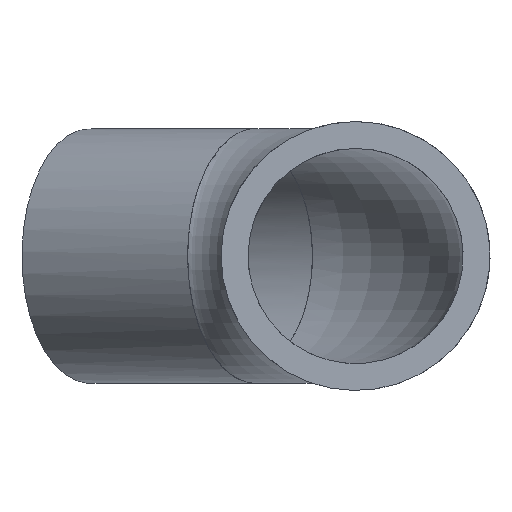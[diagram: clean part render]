
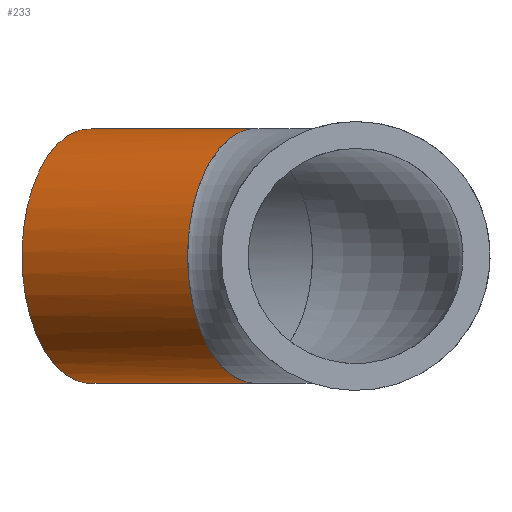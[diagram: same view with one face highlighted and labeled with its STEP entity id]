
A CAD part, left-side view. The second image highlights one B-rep face of the part: STEP entity #233.
In plain terms, the highlighted cylindrical face has radius 13 mm (diameter 26 mm), a full revolution.
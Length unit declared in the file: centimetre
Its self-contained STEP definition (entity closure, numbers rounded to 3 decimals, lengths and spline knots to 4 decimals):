
#14=CYLINDRICAL_SURFACE($,#266,1.3);
#20=FACE_BOUND($,#75,.T.);
#53=FACE_OUTER_BOUND($,#74,.T.);
#74=EDGE_LOOP($,(#202));
#75=EDGE_LOOP($,(#203,#204,#205,#206));
#101=CIRCLE($,#247,1.3);
#104=CIRCLE($,#253,1.3);
#105=CIRCLE($,#257,1.3);
#108=CIRCLE($,#263,1.3);
#110=CIRCLE($,#267,1.3);
#119=VERTEX_POINT($,#483);
#120=VERTEX_POINT($,#484);
#125=VERTEX_POINT($,#564);
#126=VERTEX_POINT($,#565);
#129=VERTEX_POINT($,#714);
#138=EDGE_CURVE($,#119,#120,#101,.T.);
#144=EDGE_CURVE($,#125,#126,#104,.T.);
#152=EDGE_CURVE($,#120,#125,#105,.T.);
#155=EDGE_CURVE($,#126,#119,#108,.T.);
#157=EDGE_CURVE($,#129,#129,#110,.T.);
#202=ORIENTED_EDGE($,*,*,#157,.F.);
#203=ORIENTED_EDGE($,*,*,#138,.F.);
#204=ORIENTED_EDGE($,*,*,#155,.F.);
#205=ORIENTED_EDGE($,*,*,#144,.F.);
#206=ORIENTED_EDGE($,*,*,#152,.F.);
#233=ADVANCED_FACE($,(#53,#20),#14,.T.);
#247=AXIS2_PLACEMENT_3D($,#485,#288,#289);
#253=AXIS2_PLACEMENT_3D($,#566,#300,#301);
#257=AXIS2_PLACEMENT_3D($,#703,#308,#309);
#263=AXIS2_PLACEMENT_3D($,#709,#320,#321);
#266=AXIS2_PLACEMENT_3D($,#713,#326,#327);
#267=AXIS2_PLACEMENT_3D($,#715,#328,#329);
#288=DIRECTION('center_axis',(-0.53,-0.848,0.));
#289=DIRECTION('ref_axis',(0.719,-0.449,-0.53));
#300=DIRECTION('center_axis',(-0.53,-0.848,0.));
#301=DIRECTION('ref_axis',(0.719,-0.449,-0.53));
#308=DIRECTION('center_axis',(-0.53,-0.848,0.));
#309=DIRECTION('ref_axis',(0.719,-0.449,-0.53));
#320=DIRECTION('center_axis',(-0.53,-0.848,0.));
#321=DIRECTION('ref_axis',(0.719,-0.449,-0.53));
#326=DIRECTION('center_axis',(-0.53,-0.848,0.));
#327=DIRECTION('ref_axis',(0.719,-0.449,-0.53));
#328=DIRECTION('center_axis',(0.53,0.848,0.));
#329=DIRECTION('ref_axis',(0.719,-0.449,-0.53));
#483=CARTESIAN_POINT('',(-13.2043,14.8509,0.3336));
#484=CARTESIAN_POINT('',(-13.668,15.1406,2.8742));
#485=CARTESIAN_POINT('Origin',(-13.4036,14.9754,1.6122));
#564=CARTESIAN_POINT('',(-14.1428,15.4373,2.5766));
#565=CARTESIAN_POINT('',(-14.3056,15.5391,0.8648));
#566=CARTESIAN_POINT('Origin',(-13.4036,14.9754,1.6122));
#703=CARTESIAN_POINT('Origin',(-13.4036,14.9754,1.6122));
#709=CARTESIAN_POINT('Origin',(-13.4036,14.9754,1.6122));
#713=CARTESIAN_POINT('Origin',(-12.8736,15.8234,1.6122));
#714=CARTESIAN_POINT('',(-11.4088,16.0873,0.9233));
#715=CARTESIAN_POINT('Origin',(-12.3437,16.6715,1.6122));
